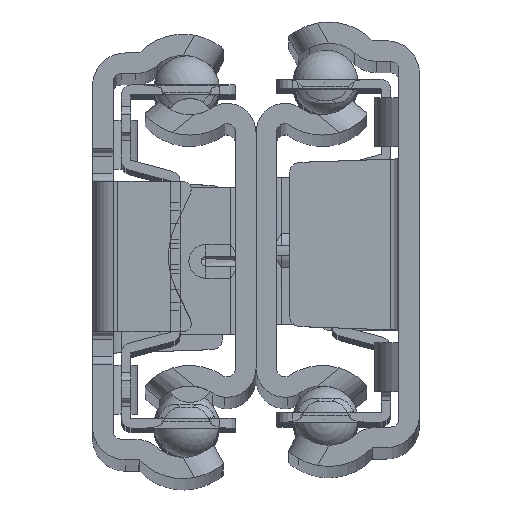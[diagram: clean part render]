
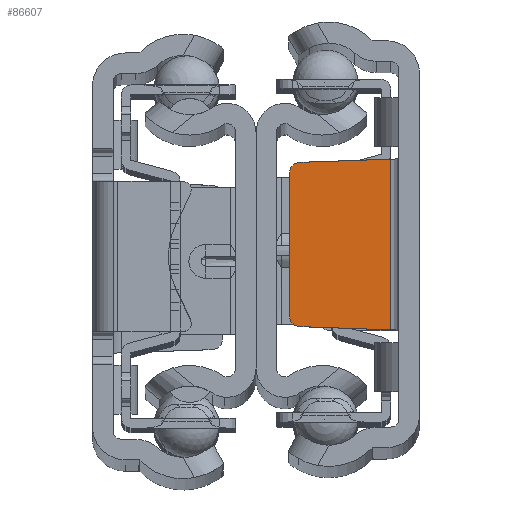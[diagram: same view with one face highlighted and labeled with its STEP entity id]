
A CAD part, top view. The second image highlights one B-rep face of the part: STEP entity #86607.
In plain terms, the highlighted planar face has unit normal (0, 0, 1).
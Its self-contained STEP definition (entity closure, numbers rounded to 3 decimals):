
#10464=PLANE('',#95220);
#14569=FACE_OUTER_BOUND('',#19003,.T.);
#19003=EDGE_LOOP('',(#80628,#80629,#80630,#80631,#80632,#80633));
#24677=LINE('',#164863,#30331);
#24683=LINE('',#164880,#30337);
#24687=LINE('',#164895,#30341);
#24689=LINE('',#164898,#30343);
#30331=VECTOR('',#117754,10.);
#30337=VECTOR('',#117770,10.);
#30341=VECTOR('',#117788,10.);
#30343=VECTOR('',#117792,10.);
#34099=CIRCLE('',#95203,0.6);
#34102=CIRCLE('',#95211,0.6);
#42563=VERTEX_POINT('',#164846);
#42564=VERTEX_POINT('',#164847);
#42570=VERTEX_POINT('',#164861);
#42574=VERTEX_POINT('',#164873);
#42575=VERTEX_POINT('',#164875);
#42576=VERTEX_POINT('',#164879);
#55337=EDGE_CURVE('',#42563,#42564,#34099,.T.);
#55345=EDGE_CURVE('',#42563,#42570,#24677,.T.);
#55351=EDGE_CURVE('',#42574,#42575,#34102,.T.);
#55353=EDGE_CURVE('',#42576,#42575,#24683,.T.);
#55361=EDGE_CURVE('',#42570,#42576,#24687,.T.);
#55363=EDGE_CURVE('',#42574,#42564,#24689,.T.);
#80628=ORIENTED_EDGE('',*,*,#55337,.F.);
#80629=ORIENTED_EDGE('',*,*,#55345,.T.);
#80630=ORIENTED_EDGE('',*,*,#55361,.T.);
#80631=ORIENTED_EDGE('',*,*,#55353,.T.);
#80632=ORIENTED_EDGE('',*,*,#55351,.F.);
#80633=ORIENTED_EDGE('',*,*,#55363,.T.);
#86607=ADVANCED_FACE('',(#14569),#10464,.T.);
#95203=AXIS2_PLACEMENT_3D('',#164848,#117740,#117741);
#95211=AXIS2_PLACEMENT_3D('',#164876,#117765,#117766);
#95220=AXIS2_PLACEMENT_3D('',#164897,#117790,#117791);
#117740=DIRECTION('center_axis',(0.,0.,
-1.));
#117741=DIRECTION('ref_axis',(-0.719,-0.695,0.));
#117754=DIRECTION('',(0.999,-0.035,0.));
#117765=DIRECTION('center_axis',(0.,0.,
-1.));
#117766=DIRECTION('ref_axis',(-0.719,0.695,0.));
#117770=DIRECTION('',(-0.999,-0.035,0.));
#117788=DIRECTION('',(0.,1.,0.));
#117790=DIRECTION('center_axis',(0.,0.,
1.));
#117791=DIRECTION('ref_axis',(1.,0.,0.));
#117792=DIRECTION('',(0.,-1.,0.));
#164846=CARTESIAN_POINT('',(7.079,-5.026,817.15));
#164847=CARTESIAN_POINT('',(6.5,-4.427,817.15));
#164848=CARTESIAN_POINT('Origin',(7.1,-4.427,817.15));
#164861=CARTESIAN_POINT('',(12.7,-5.223,817.15));
#164863=CARTESIAN_POINT('',(8.373,-5.071,817.15));
#164873=CARTESIAN_POINT('',(6.5,4.427,817.15));
#164875=CARTESIAN_POINT('',(7.079,5.026,817.15));
#164876=CARTESIAN_POINT('Origin',(7.1,4.427,817.15));
#164879=CARTESIAN_POINT('',(12.7,5.223,817.15));
#164880=CARTESIAN_POINT('',(11.723,5.188,817.15));
#164895=CARTESIAN_POINT('',(12.7,0.,817.15));
#164897=CARTESIAN_POINT('Origin',(10.425,0.,
817.15));
#164898=CARTESIAN_POINT('',(6.5,5.24,817.15));
